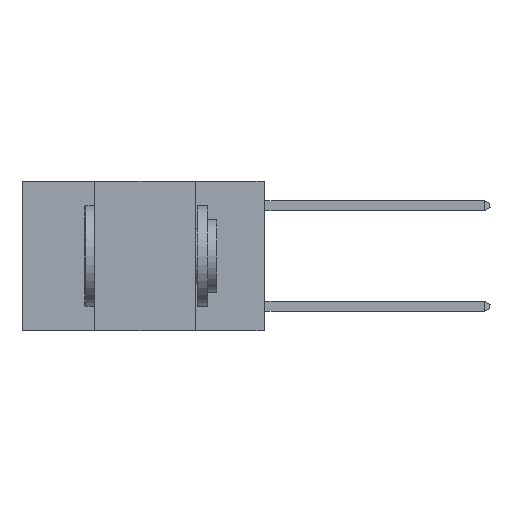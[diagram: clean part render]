
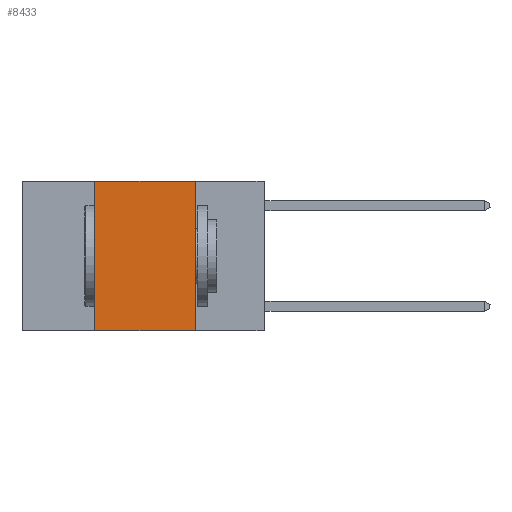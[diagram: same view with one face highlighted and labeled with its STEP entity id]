
A CAD part, left-side view. The second image highlights one B-rep face of the part: STEP entity #8433.
In plain terms, the highlighted planar face has unit normal (-1, 0, 0).
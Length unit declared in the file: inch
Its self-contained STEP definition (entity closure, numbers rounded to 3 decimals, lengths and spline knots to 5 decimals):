
#280 = LINE ( 'NONE', #6563, #13004 ) ;
#592 = CARTESIAN_POINT ( 'NONE',  ( 0., 0.6, 0. ) ) ;
#841 = VECTOR ( 'NONE', #11903, 39.37008 ) ;
#1696 = VERTEX_POINT ( 'NONE', #3883 ) ;
#1959 = DIRECTION ( 'NONE',  ( 0., -1., 0. ) ) ;
#3269 = CARTESIAN_POINT ( 'NONE',  ( 0., 0.6, -0.37 ) ) ;
#3883 = CARTESIAN_POINT ( 'NONE',  ( 0., 0.17, 0. ) ) ;
#4267 = EDGE_CURVE ( 'NONE', #10937, #7151, #11794, .T. ) ;
#4832 = DIRECTION ( 'NONE',  ( 0., 0., -1. ) ) ;
#5055 = VECTOR ( 'NONE', #1959, 39.37008 ) ;
#5105 = EDGE_CURVE ( 'NONE', #10937, #13323, #280, .T. ) ;
#5846 = PLANE ( 'NONE',  #8574 ) ;
#5917 = FACE_OUTER_BOUND ( 'NONE', #6323, .T. ) ;
#6323 = EDGE_LOOP ( 'NONE', ( #12049, #13035, #6864, #6729 ) ) ;
#6563 = CARTESIAN_POINT ( 'NONE',  ( 0., 0.42, 0. ) ) ;
#6729 = ORIENTED_EDGE ( 'NONE', *, *, #4267, .T. ) ;
#6864 = ORIENTED_EDGE ( 'NONE', *, *, #5105, .F. ) ;
#6921 = CARTESIAN_POINT ( 'NONE',  ( 0., 0.17, 0. ) ) ;
#6962 = CARTESIAN_POINT ( 'NONE',  ( 0., 0.17, -0.37 ) ) ;
#7151 = VERTEX_POINT ( 'NONE', #6962 ) ;
#7467 = DIRECTION ( 'NONE',  ( 0., 0., 1. ) ) ;
#7664 = LINE ( 'NONE', #6921, #841 ) ;
#8329 = LINE ( 'NONE', #12348, #5055 ) ;
#8433 = ADVANCED_FACE ( 'NONE', ( #5917 ), #5846, .F. ) ;
#8574 = AXIS2_PLACEMENT_3D ( 'NONE', #592, #10144, #4832 ) ;
#8634 = EDGE_CURVE ( 'NONE', #13323, #1696, #8329, .T. ) ;
#9453 = DIRECTION ( 'NONE',  ( 0., -1., 0. ) ) ;
#9875 = VECTOR ( 'NONE', #9453, 39.37008 ) ;
#10144 = DIRECTION ( 'NONE',  ( 1., 0., 0. ) ) ;
#10370 = CARTESIAN_POINT ( 'NONE',  ( 0., 0.42, 0. ) ) ;
#10937 = VERTEX_POINT ( 'NONE', #12574 ) ;
#11033 = EDGE_CURVE ( 'NONE', #1696, #7151, #7664, .T. ) ;
#11794 = LINE ( 'NONE', #3269, #9875 ) ;
#11903 = DIRECTION ( 'NONE',  ( 0., 0., -1. ) ) ;
#12049 = ORIENTED_EDGE ( 'NONE', *, *, #11033, .F. ) ;
#12348 = CARTESIAN_POINT ( 'NONE',  ( 0., 0.6, 0. ) ) ;
#12574 = CARTESIAN_POINT ( 'NONE',  ( 0., 0.42, -0.37 ) ) ;
#13004 = VECTOR ( 'NONE', #7467, 39.37008 ) ;
#13035 = ORIENTED_EDGE ( 'NONE', *, *, #8634, .F. ) ;
#13323 = VERTEX_POINT ( 'NONE', #10370 ) ;
